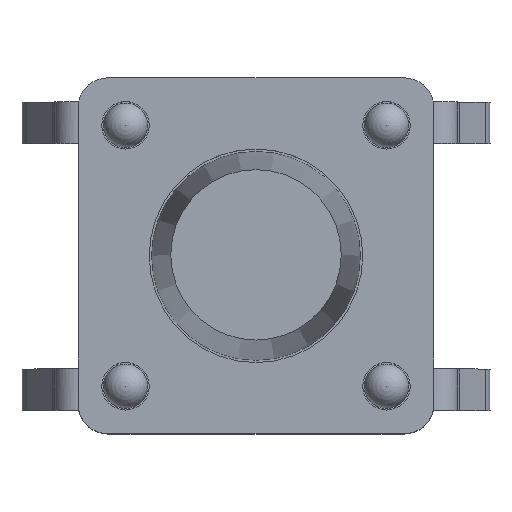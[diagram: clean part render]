
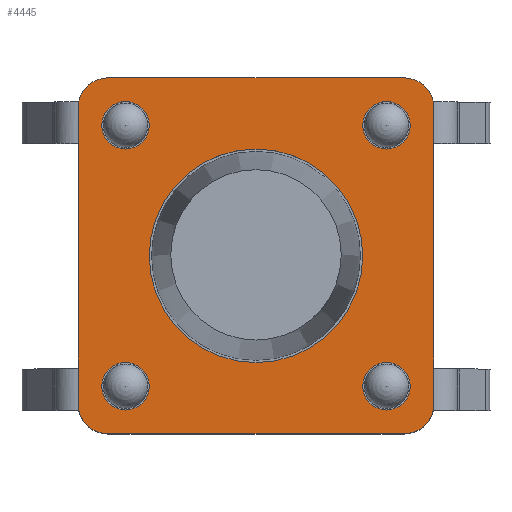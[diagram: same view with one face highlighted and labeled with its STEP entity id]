
A CAD part, top view. The second image highlights one B-rep face of the part: STEP entity #4445.
In plain terms, the highlighted planar face has unit normal (0, 0, 1).
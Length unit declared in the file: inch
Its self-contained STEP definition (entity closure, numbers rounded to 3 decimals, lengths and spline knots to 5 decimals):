
#3844=CARTESIAN_POINT('',(-0.09843,-0.11811,0.07126));
#3845=VERTEX_POINT('',#3844);
#3852=CARTESIAN_POINT('',(-0.11811,-0.09843,0.07126));
#3853=VERTEX_POINT('',#3852);
#3854=CARTESIAN_POINT('',(-0.09843,-0.09843,0.07126));
#3855=DIRECTION('',(0.0,0.0,-1.0));
#3856=DIRECTION('',(-0.707,-0.707,0.0));
#3857=AXIS2_PLACEMENT_3D('',#3854,#3855,#3856);
#3858=CIRCLE('',#3857,0.01969);
#3859=EDGE_CURVE('',#3845,#3853,#3858,.T.);
#3875=CARTESIAN_POINT('',(0.09843,-0.11811,0.07126));
#3876=VERTEX_POINT('',#3875);
#3883=CARTESIAN_POINT('',(0.09843,-0.11811,0.07126));
#3884=DIRECTION('',(-1.0,0.0,0.0));
#3885=VECTOR('',#3884,0.19685);
#3886=LINE('',#3883,#3885);
#3887=EDGE_CURVE('',#3876,#3845,#3886,.T.);
#3941=CARTESIAN_POINT('',(0.11811,-0.09843,0.07126));
#3942=VERTEX_POINT('',#3941);
#3949=CARTESIAN_POINT('',(0.09843,-0.09843,0.07126));
#3950=DIRECTION('',(0.0,0.0,-1.0));
#3951=DIRECTION('',(0.707,-0.707,0.0));
#3952=AXIS2_PLACEMENT_3D('',#3949,#3950,#3951);
#3953=CIRCLE('',#3952,0.01969);
#3954=EDGE_CURVE('',#3942,#3876,#3953,.T.);
#3973=CARTESIAN_POINT('',(0.11811,0.09843,0.07126));
#3974=VERTEX_POINT('',#3973);
#3981=CARTESIAN_POINT('',(0.11811,0.09843,0.07126));
#3982=DIRECTION('',(0.0,-1.0,0.0));
#3983=VECTOR('',#3982,0.19685);
#3984=LINE('',#3981,#3983);
#3985=EDGE_CURVE('',#3974,#3942,#3984,.T.);
#4010=CARTESIAN_POINT('',(0.09843,0.11811,0.07126));
#4011=VERTEX_POINT('',#4010);
#4018=CARTESIAN_POINT('',(0.09843,0.09843,0.07126));
#4019=DIRECTION('',(0.0,0.0,-1.0));
#4020=DIRECTION('',(0.707,0.707,0.0));
#4021=AXIS2_PLACEMENT_3D('',#4018,#4019,#4020);
#4022=CIRCLE('',#4021,0.01969);
#4023=EDGE_CURVE('',#4011,#3974,#4022,.T.);
#4225=CARTESIAN_POINT('',(-0.11811,0.09843,0.07126));
#4226=VERTEX_POINT('',#4225);
#4227=CARTESIAN_POINT('',(-0.11811,-0.09843,0.07126));
#4228=DIRECTION('',(0.0,1.0,0.0));
#4229=VECTOR('',#4228,0.19685);
#4230=LINE('',#4227,#4229);
#4231=EDGE_CURVE('',#3853,#4226,#4230,.T.);
#4250=CARTESIAN_POINT('',(-0.09843,0.11811,0.07126));
#4251=VERTEX_POINT('',#4250);
#4258=CARTESIAN_POINT('',(-0.09843,0.11811,0.07126));
#4259=DIRECTION('',(1.0,0.0,0.0));
#4260=VECTOR('',#4259,0.19685);
#4261=LINE('',#4258,#4260);
#4262=EDGE_CURVE('',#4251,#4011,#4261,.T.);
#4305=CARTESIAN_POINT('',(-0.09843,0.09843,0.07126));
#4306=DIRECTION('',(0.0,0.0,-1.0));
#4307=DIRECTION('',(-0.707,0.707,0.0));
#4308=AXIS2_PLACEMENT_3D('',#4305,#4306,#4307);
#4309=CIRCLE('',#4308,0.01969);
#4310=EDGE_CURVE('',#4226,#4251,#4309,.T.);
#4375=CARTESIAN_POINT('',(0.12992,0.12992,0.07126));
#4376=DIRECTION('',(0.0,0.0,1.0));
#4377=DIRECTION('',(1.0,0.0,0.0));
#4378=AXIS2_PLACEMENT_3D('',#4375,#4376,#4377);
#4379=PLANE('',#4378);
#4380=ORIENTED_EDGE('',*,*,#4023,.F.);
#4381=ORIENTED_EDGE('',*,*,#4262,.F.);
#4382=ORIENTED_EDGE('',*,*,#4310,.F.);
#4383=ORIENTED_EDGE('',*,*,#4231,.F.);
#4384=ORIENTED_EDGE('',*,*,#3859,.F.);
#4385=ORIENTED_EDGE('',*,*,#3887,.F.);
#4386=ORIENTED_EDGE('',*,*,#3954,.F.);
#4387=ORIENTED_EDGE('',*,*,#3985,.F.);
#4388=EDGE_LOOP('',(#4380,#4381,#4382,#4383,#4384,#4385,#4386,#4387));
#4389=FACE_OUTER_BOUND('',#4388,.T.);
#4390=CARTESIAN_POINT('',(-0.07087,0.,0.07126));
#4391=VERTEX_POINT('',#4390);
#4392=CARTESIAN_POINT('',(0.,0.,0.07126));
#4393=DIRECTION('',(0.0,0.0,-1.0));
#4394=DIRECTION('',(1.0,0.0,0.0));
#4395=AXIS2_PLACEMENT_3D('',#4392,#4393,#4394);
#4396=CIRCLE('',#4395,0.07087);
#4397=EDGE_CURVE('',#4391,#4391,#4396,.T.);
#4398=ORIENTED_EDGE('',*,*,#4397,.T.);
#4399=EDGE_LOOP('',(#4398));
#4400=FACE_BOUND('',#4399,.T.);
#4401=CARTESIAN_POINT('',(-0.10236,0.08661,0.07126));
#4402=VERTEX_POINT('',#4401);
#4403=CARTESIAN_POINT('',(-0.08661,0.08661,0.07126));
#4404=DIRECTION('',(0.0,0.0,-1.0));
#4405=DIRECTION('',(1.0,0.0,0.0));
#4406=AXIS2_PLACEMENT_3D('',#4403,#4404,#4405);
#4407=CIRCLE('',#4406,0.01575);
#4408=EDGE_CURVE('',#4402,#4402,#4407,.T.);
#4409=ORIENTED_EDGE('',*,*,#4408,.T.);
#4410=EDGE_LOOP('',(#4409));
#4411=FACE_BOUND('',#4410,.T.);
#4412=CARTESIAN_POINT('',(0.07087,0.08661,0.07126));
#4413=VERTEX_POINT('',#4412);
#4414=CARTESIAN_POINT('',(0.08661,0.08661,0.07126));
#4415=DIRECTION('',(0.0,0.0,-1.0));
#4416=DIRECTION('',(1.0,0.0,0.0));
#4417=AXIS2_PLACEMENT_3D('',#4414,#4415,#4416);
#4418=CIRCLE('',#4417,0.01575);
#4419=EDGE_CURVE('',#4413,#4413,#4418,.T.);
#4420=ORIENTED_EDGE('',*,*,#4419,.T.);
#4421=EDGE_LOOP('',(#4420));
#4422=FACE_BOUND('',#4421,.T.);
#4423=CARTESIAN_POINT('',(-0.10236,-0.08661,0.07126));
#4424=VERTEX_POINT('',#4423);
#4425=CARTESIAN_POINT('',(-0.08661,-0.08661,0.07126));
#4426=DIRECTION('',(0.0,0.0,-1.0));
#4427=DIRECTION('',(1.0,0.0,0.0));
#4428=AXIS2_PLACEMENT_3D('',#4425,#4426,#4427);
#4429=CIRCLE('',#4428,0.01575);
#4430=EDGE_CURVE('',#4424,#4424,#4429,.T.);
#4431=ORIENTED_EDGE('',*,*,#4430,.T.);
#4432=EDGE_LOOP('',(#4431));
#4433=FACE_BOUND('',#4432,.T.);
#4434=CARTESIAN_POINT('',(0.07087,-0.08661,0.07126));
#4435=VERTEX_POINT('',#4434);
#4436=CARTESIAN_POINT('',(0.08661,-0.08661,0.07126));
#4437=DIRECTION('',(0.0,0.0,-1.0));
#4438=DIRECTION('',(1.0,0.0,0.0));
#4439=AXIS2_PLACEMENT_3D('',#4436,#4437,#4438);
#4440=CIRCLE('',#4439,0.01575);
#4441=EDGE_CURVE('',#4435,#4435,#4440,.T.);
#4442=ORIENTED_EDGE('',*,*,#4441,.T.);
#4443=EDGE_LOOP('',(#4442));
#4444=FACE_BOUND('',#4443,.T.);
#4445=ADVANCED_FACE('',(#4389,#4400,#4411,#4422,#4433,#4444),#4379,.T.);
